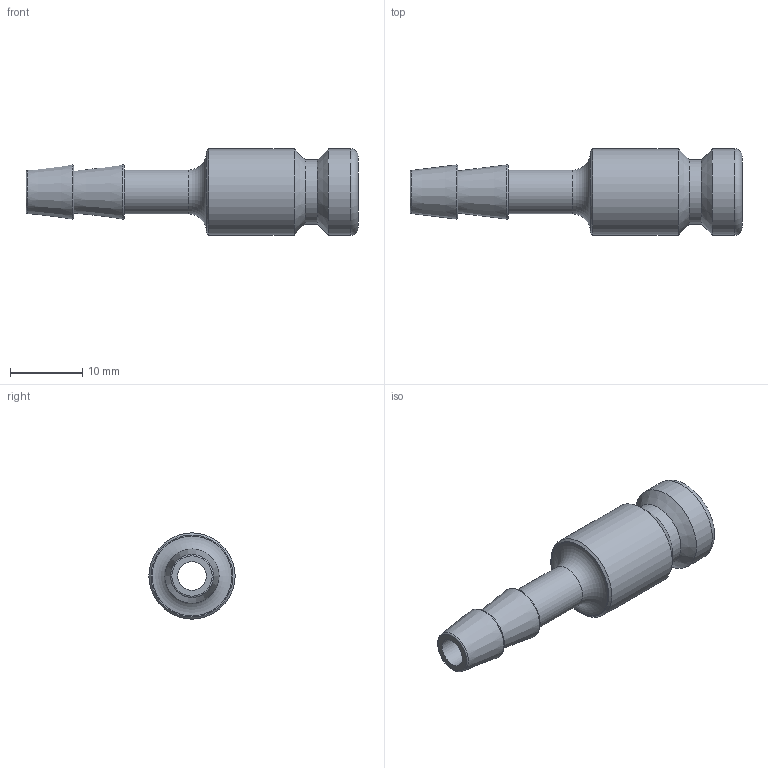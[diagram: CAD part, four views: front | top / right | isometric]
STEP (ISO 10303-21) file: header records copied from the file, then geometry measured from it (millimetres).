
FILE_DESCRIPTION((''),'2;1');
FILE_NAME('52sftf06sxn.stp','2012-12-12T09:20:56',('IA176480'),(''),'Autodesk Inventor 2011','Autodesk Inventor 2011','');
FILE_SCHEMA(('AUTOMOTIVE_DESIGN { 1 0 10303 214 1 1 1 1 }'));
Length unit declared in the file: millimetre
Products named in the file (1): D102768
Bounding box: 46 x 11.95 x 11.95 mm (x, y, z)
Volume: 2166.2 mm3; surface area: 2171.8 mm2
Topology: 1 solids, 1 shells, 22 faces, 39 edges, 22 vertices
Faces by surface type: cylinder 6, cone 6, torus 5, plane 5
Full cylindrical faces by diameter (mm): 3.95 x1, 6 x1, 6.05 x1, 8.9 x1, 11.95 x2
Entity records: 474 total; most frequent: DIRECTION 90, CARTESIAN_POINT 67, AXIS2_PLACEMENT_3D 45, ORIENTED_EDGE 44, EDGE_LOOP 44, VERTEX_POINT 22, CIRCLE 22, EDGE_CURVE 22
